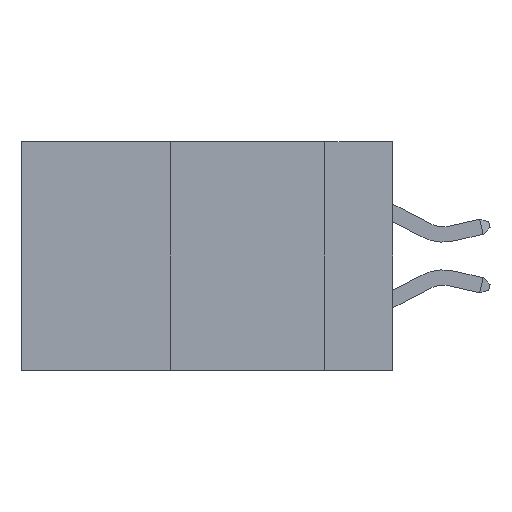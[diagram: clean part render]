
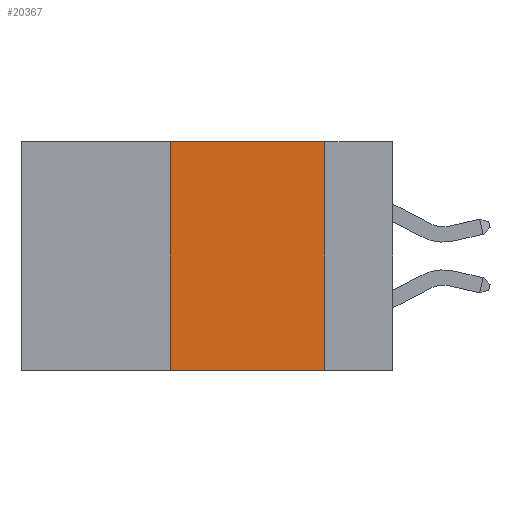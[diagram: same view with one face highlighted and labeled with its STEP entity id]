
A CAD part, left-side view. The second image highlights one B-rep face of the part: STEP entity #20367.
In plain terms, the highlighted planar face has unit normal (-1, 0, 0).
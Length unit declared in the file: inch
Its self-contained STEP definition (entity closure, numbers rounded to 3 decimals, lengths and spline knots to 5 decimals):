
#1066 = EDGE_CURVE ( 'NONE', #11907, #7131, #18374, .T. ) ;
#2430 = DIRECTION ( 'NONE',  ( 0., 0., -1. ) ) ;
#2549 = ORIENTED_EDGE ( 'NONE', *, *, #20933, .F. ) ;
#2678 = CARTESIAN_POINT ( 'NONE',  ( 0., 0.6, 0. ) ) ;
#2871 = VECTOR ( 'NONE', #8664, 39.37008 ) ;
#3114 = CARTESIAN_POINT ( 'NONE',  ( 0., 0.6, -0.37 ) ) ;
#3959 = ORIENTED_EDGE ( 'NONE', *, *, #19763, .T. ) ;
#4591 = VECTOR ( 'NONE', #21946, 39.37008 ) ;
#7131 = VERTEX_POINT ( 'NONE', #21963 ) ;
#8377 = VERTEX_POINT ( 'NONE', #11024 ) ;
#8555 = CARTESIAN_POINT ( 'NONE',  ( 0., 0.6, 0. ) ) ;
#8633 = VECTOR ( 'NONE', #15081, 39.37008 ) ;
#8664 = DIRECTION ( 'NONE',  ( 0., -1., 0. ) ) ;
#9653 = LINE ( 'NONE', #8555, #4591 ) ;
#10272 = PLANE ( 'NONE',  #23140 ) ;
#10535 = ORIENTED_EDGE ( 'NONE', *, *, #1066, .F. ) ;
#11024 = CARTESIAN_POINT ( 'NONE',  ( 0., 0.36, 0. ) ) ;
#11907 = VERTEX_POINT ( 'NONE', #21303 ) ;
#12078 = FACE_OUTER_BOUND ( 'NONE', #17418, .T. ) ;
#13170 = CARTESIAN_POINT ( 'NONE',  ( 0., 0.36, 0. ) ) ;
#14351 = LINE ( 'NONE', #13170, #8633 ) ;
#14477 = CARTESIAN_POINT ( 'NONE',  ( 0., 0.36, -0.37 ) ) ;
#15081 = DIRECTION ( 'NONE',  ( 0., 0., 1. ) ) ;
#15230 = VERTEX_POINT ( 'NONE', #14477 ) ;
#17418 = EDGE_LOOP ( 'NONE', ( #10535, #2549, #24626, #3959 ) ) ;
#17495 = EDGE_CURVE ( 'NONE', #15230, #8377, #14351, .T. ) ;
#17868 = DIRECTION ( 'NONE',  ( 1., 0., 0. ) ) ;
#17889 = CARTESIAN_POINT ( 'NONE',  ( 0., 0.11, 0. ) ) ;
#18374 = LINE ( 'NONE', #17889, #19866 ) ;
#19763 = EDGE_CURVE ( 'NONE', #15230, #7131, #21108, .T. ) ;
#19812 = DIRECTION ( 'NONE',  ( 0., 0., -1. ) ) ;
#19866 = VECTOR ( 'NONE', #2430, 39.37008 ) ;
#20367 = ADVANCED_FACE ( 'NONE', ( #12078 ), #10272, .F. ) ;
#20933 = EDGE_CURVE ( 'NONE', #8377, #11907, #9653, .T. ) ;
#21108 = LINE ( 'NONE', #3114, #2871 ) ;
#21303 = CARTESIAN_POINT ( 'NONE',  ( 0., 0.11, 0. ) ) ;
#21946 = DIRECTION ( 'NONE',  ( 0., -1., 0. ) ) ;
#21963 = CARTESIAN_POINT ( 'NONE',  ( 0., 0.11, -0.37 ) ) ;
#23140 = AXIS2_PLACEMENT_3D ( 'NONE', #2678, #17868, #19812 ) ;
#24626 = ORIENTED_EDGE ( 'NONE', *, *, #17495, .F. ) ;
